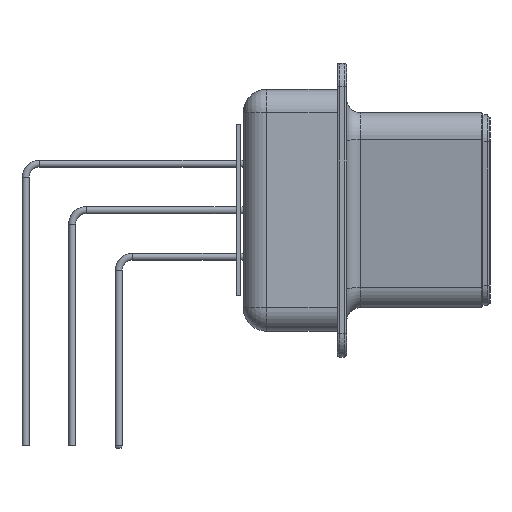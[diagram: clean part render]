
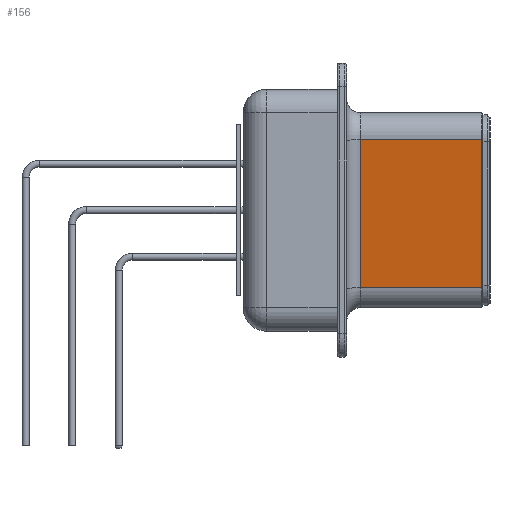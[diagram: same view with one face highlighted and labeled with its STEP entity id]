
A CAD part, left-side view. The second image highlights one B-rep face of the part: STEP entity #156.
In plain terms, the highlighted planar face has unit normal (-0.99, 0, -0.144).
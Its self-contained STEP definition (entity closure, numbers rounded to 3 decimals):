
#32 = VERTEX_POINT('',#33);
#33 = CARTESIAN_POINT('',(-50.731,-14.26,9.256));
#40 = EDGE_CURVE('',#32,#41,#43,.T.);
#41 = VERTEX_POINT('',#42);
#42 = CARTESIAN_POINT('',(-50.731,-19.41,9.256));
#43 = LINE('',#44,#45);
#44 = CARTESIAN_POINT('',(-50.731,-13.66,9.256));
#45 = VECTOR('',#46,1.);
#46 = DIRECTION('',(0.,-1.,0.));
#156 = ADVANCED_FACE('',(#157),#182,.T.);
#157 = FACE_BOUND('',#158,.T.);
#158 = EDGE_LOOP('',(#159,#169,#175,#176));
#159 = ORIENTED_EDGE('',*,*,#160,.T.);
#160 = EDGE_CURVE('',#161,#163,#165,.T.);
#161 = VERTEX_POINT('',#162);
#162 = CARTESIAN_POINT('',(-49.817,-14.26,2.956));
#163 = VERTEX_POINT('',#164);
#164 = CARTESIAN_POINT('',(-49.817,-19.41,2.956));
#165 = LINE('',#166,#167);
#166 = CARTESIAN_POINT('',(-49.817,-13.66,2.956));
#167 = VECTOR('',#168,1.);
#168 = DIRECTION('',(0.,-1.,0.));
#169 = ORIENTED_EDGE('',*,*,#170,.F.);
#170 = EDGE_CURVE('',#41,#163,#171,.T.);
#171 = LINE('',#172,#173);
#172 = CARTESIAN_POINT('',(-50.731,-19.41,9.256));
#173 = VECTOR('',#174,1.);
#174 = DIRECTION('',(0.144,0.,-0.99)
);
#175 = ORIENTED_EDGE('',*,*,#40,.F.);
#176 = ORIENTED_EDGE('',*,*,#177,.F.);
#177 = EDGE_CURVE('',#161,#32,#178,.T.);
#178 = LINE('',#179,#180);
#179 = CARTESIAN_POINT('',(-49.817,-14.26,2.956));
#180 = VECTOR('',#181,1.);
#181 = DIRECTION('',(-0.144,0.,0.99)
);
#182 = PLANE('',#183);
#183 = AXIS2_PLACEMENT_3D('',#184,#185,#186);
#184 = CARTESIAN_POINT('',(-49.693,-13.66,2.1));
#185 = DIRECTION('',(-0.99,0.,-0.144
));
#186 = DIRECTION('',(-0.144,0.,0.99)
);
